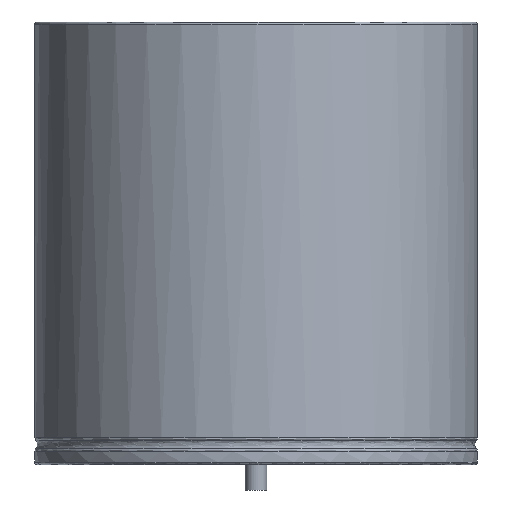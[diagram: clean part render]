
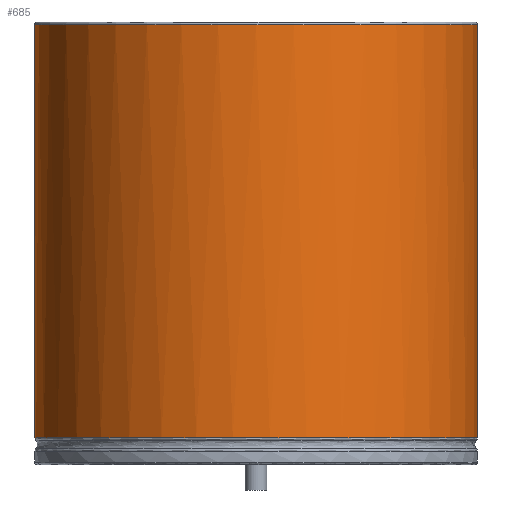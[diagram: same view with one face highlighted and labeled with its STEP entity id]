
A CAD part, left-side view. The second image highlights one B-rep face of the part: STEP entity #685.
In plain terms, the highlighted cylindrical face has radius 17.5 mm (diameter 35 mm), a partial arc.
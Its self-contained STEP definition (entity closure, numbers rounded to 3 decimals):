
#12=DIRECTION('',(0.,0.,1.));
#106=DIRECTION('',(0.,-0.,-1.));
#107=DIRECTION('',(0.924,-0.383,0.));
#229=VECTOR('',#12,1.);
#544=VERTEX_POINT('',#545);
#545=CARTESIAN_POINT('',(21.168,-6.697,2.135));
#555=ORIENTED_EDGE('',*,*,#556,.T.);
#556=EDGE_CURVE('',#544,#557,#559,.T.);
#557=VERTEX_POINT('',#558);
#558=CARTESIAN_POINT('',(21.168,6.697,2.135));
#559=B_SPLINE_CURVE_WITH_KNOTS('',13,(#560,#561,#562,#563,#564,#565,#566,#567,#568,#569,#570,#571,#572,#573,#574,#575,#576,#577,#578,#579,#580,#581,#582,#583,#584,#585,#586,#587,#588,#589,#590,#591,#592,#593,#594,#595,#596,#597),.UNSPECIFIED.,.F.,.F.,(14,12,12,14),(-4.099,0.,96.211,100.311),.UNSPECIFIED.);
#560=CARTESIAN_POINT('',(22.737,-2.91,2.135));
#561=CARTESIAN_POINT('',(22.615,-3.203,2.135));
#562=CARTESIAN_POINT('',(22.494,-3.496,2.135));
#563=CARTESIAN_POINT('',(22.373,-3.789,2.135));
#564=CARTESIAN_POINT('',(22.251,-4.081,2.135));
#565=CARTESIAN_POINT('',(22.13,-4.373,2.135));
#566=CARTESIAN_POINT('',(22.01,-4.665,2.135));
#567=CARTESIAN_POINT('',(21.889,-4.956,2.135));
#568=CARTESIAN_POINT('',(21.768,-5.247,2.135));
#569=CARTESIAN_POINT('',(21.648,-5.538,2.135));
#570=CARTESIAN_POINT('',(21.528,-5.828,2.135));
#571=CARTESIAN_POINT('',(21.408,-6.118,2.135));
#572=CARTESIAN_POINT('',(21.288,-6.408,2.135));
#573=CARTESIAN_POINT('',(18.355,-13.487,2.135));
#574=CARTESIAN_POINT('',(12.413,-19.095,2.135));
#575=CARTESIAN_POINT('',(3.884,-21.808,2.135));
#576=CARTESIAN_POINT('',(-5.592,-20.293,2.135));
#577=CARTESIAN_POINT('',(-13.589,-14.484,2.135));
#578=CARTESIAN_POINT('',(-18.678,-5.514,2.135));
#579=CARTESIAN_POINT('',(-18.678,5.514,2.135));
#580=CARTESIAN_POINT('',(-13.589,14.484,2.135));
#581=CARTESIAN_POINT('',(-5.592,20.293,2.135));
#582=CARTESIAN_POINT('',(3.884,21.808,2.135));
#583=CARTESIAN_POINT('',(12.413,19.095,2.135));
#584=CARTESIAN_POINT('',(18.355,13.487,2.135));
#585=CARTESIAN_POINT('',(21.288,6.408,2.135));
#586=CARTESIAN_POINT('',(21.408,6.118,2.135));
#587=CARTESIAN_POINT('',(21.528,5.828,2.135));
#588=CARTESIAN_POINT('',(21.648,5.538,2.135));
#589=CARTESIAN_POINT('',(21.768,5.247,2.135));
#590=CARTESIAN_POINT('',(21.889,4.956,2.135));
#591=CARTESIAN_POINT('',(22.01,4.665,2.135));
#592=CARTESIAN_POINT('',(22.13,4.373,2.135));
#593=CARTESIAN_POINT('',(22.251,4.081,2.135));
#594=CARTESIAN_POINT('',(22.373,3.789,2.135));
#595=CARTESIAN_POINT('',(22.494,3.496,2.135));
#596=CARTESIAN_POINT('',(22.615,3.203,2.135));
#597=CARTESIAN_POINT('',(22.737,2.91,2.135));
#685=ADVANCED_FACE('',(#686),#705,.T.);
#686=FACE_BOUND('',#687,.F.);
#687=EDGE_LOOP('',(#688,#555,#694,#700));
#688=ORIENTED_EDGE('',*,*,#689,.F.);
#689=EDGE_CURVE('',#544,#690,#692,.T.);
#690=VERTEX_POINT('',#691);
#691=CARTESIAN_POINT('',(21.168,-6.697,34.8));
#692=LINE('',#693,#229);
#693=CARTESIAN_POINT('',(21.168,-6.697,2.));
#694=ORIENTED_EDGE('',*,*,#695,.T.);
#695=EDGE_CURVE('',#557,#696,#698,.T.);
#696=VERTEX_POINT('',#697);
#697=CARTESIAN_POINT('',(21.168,6.697,34.8));
#698=LINE('',#699,#229);
#699=CARTESIAN_POINT('',(21.168,6.697,2.));
#700=ORIENTED_EDGE('',*,*,#701,.F.);
#701=EDGE_CURVE('',#690,#696,#702,.T.);
#702=CIRCLE('',#703,17.5);
#703=AXIS2_PLACEMENT_3D('',#704,#106,#107);
#704=CARTESIAN_POINT('',(5.,0.,34.8));
#705=CYLINDRICAL_SURFACE('',#706,17.5);
#706=AXIS2_PLACEMENT_3D('',#707,#12,#107);
#707=CARTESIAN_POINT('',(5.,0.,2.));
